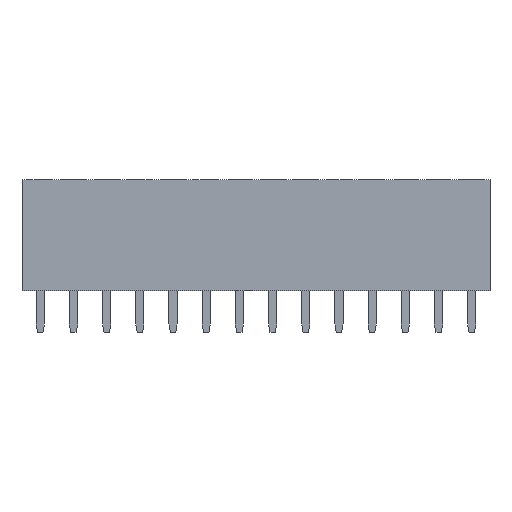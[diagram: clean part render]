
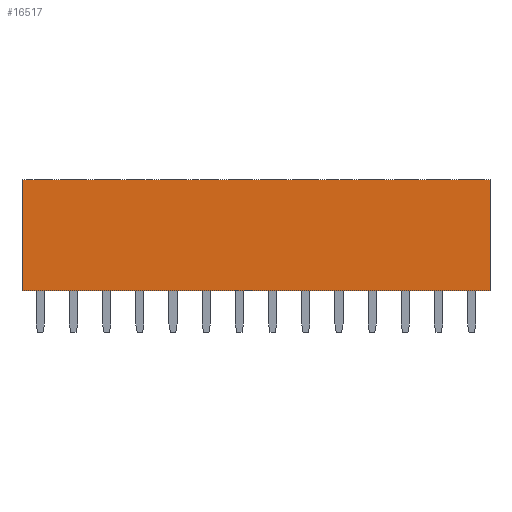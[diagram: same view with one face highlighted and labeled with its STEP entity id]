
A CAD part, top view. The second image highlights one B-rep face of the part: STEP entity #16517.
In plain terms, the highlighted planar face has unit normal (0, 0, 1).
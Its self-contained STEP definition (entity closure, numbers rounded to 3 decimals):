
#6984 = VERTEX_POINT('',#6985);
#6985 = CARTESIAN_POINT('',(17.905,0.,1.25));
#6991 = EDGE_CURVE('',#6992,#6984,#6994,.T.);
#6992 = VERTEX_POINT('',#6993);
#6993 = CARTESIAN_POINT('',(-17.905,0.,1.25));
#6994 = LINE('',#6995,#6996);
#6995 = CARTESIAN_POINT('',(-17.905,0.,1.25));
#6996 = VECTOR('',#6997,1.);
#6997 = DIRECTION('',(1.,0.,0.));
#16251 = VERTEX_POINT('',#16252);
#16252 = CARTESIAN_POINT('',(17.905,8.5,1.25));
#16269 = VERTEX_POINT('',#16270);
#16270 = CARTESIAN_POINT('',(-17.905,8.5,1.25));
#16276 = EDGE_CURVE('',#16269,#16251,#16277,.T.);
#16277 = LINE('',#16278,#16279);
#16278 = CARTESIAN_POINT('',(-17.905,8.5,1.25));
#16279 = VECTOR('',#16280,1.);
#16280 = DIRECTION('',(1.,0.,0.));
#16517 = ADVANCED_FACE('',(#16518),#16534,.T.);
#16518 = FACE_BOUND('',#16519,.T.);
#16519 = EDGE_LOOP('',(#16520,#16526,#16527,#16533));
#16520 = ORIENTED_EDGE('',*,*,#16521,.T.);
#16521 = EDGE_CURVE('',#6984,#16251,#16522,.T.);
#16522 = LINE('',#16523,#16524);
#16523 = CARTESIAN_POINT('',(17.905,0.,1.25));
#16524 = VECTOR('',#16525,1.);
#16525 = DIRECTION('',(0.,1.,0.));
#16526 = ORIENTED_EDGE('',*,*,#16276,.F.);
#16527 = ORIENTED_EDGE('',*,*,#16528,.F.);
#16528 = EDGE_CURVE('',#6992,#16269,#16529,.T.);
#16529 = LINE('',#16530,#16531);
#16530 = CARTESIAN_POINT('',(-17.905,0.,1.25));
#16531 = VECTOR('',#16532,1.);
#16532 = DIRECTION('',(0.,1.,0.));
#16533 = ORIENTED_EDGE('',*,*,#6991,.T.);
#16534 = PLANE('',#16535);
#16535 = AXIS2_PLACEMENT_3D('',#16536,#16537,#16538);
#16536 = CARTESIAN_POINT('',(-17.905,4.25,1.25));
#16537 = DIRECTION('',(0.,0.,1.));
#16538 = DIRECTION('',(0.,-1.,0.));
